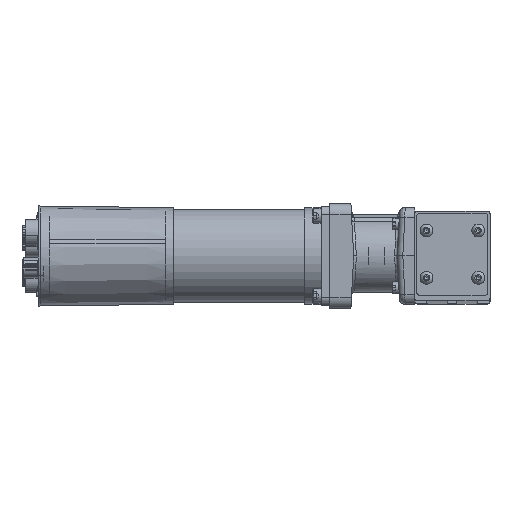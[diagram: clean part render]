
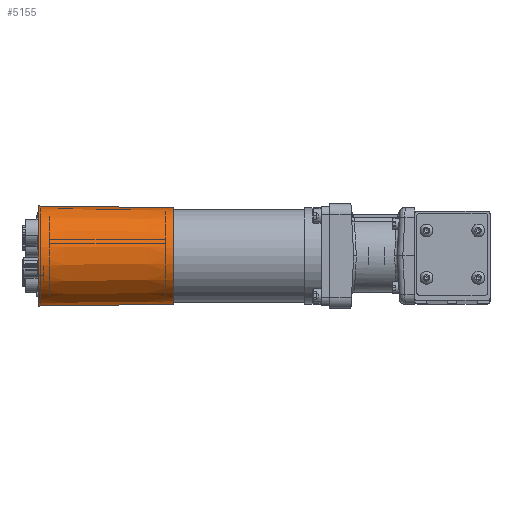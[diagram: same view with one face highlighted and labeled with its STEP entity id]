
A CAD part, top view. The second image highlights one B-rep face of the part: STEP entity #5155.
In plain terms, the highlighted conical face has half-angle 0.716 degrees and reference radius 28.5 mm.
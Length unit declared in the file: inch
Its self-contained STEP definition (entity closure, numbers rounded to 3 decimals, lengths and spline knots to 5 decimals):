
#880 = EDGE_LOOP ( 'NONE', ( #46631 ) ) ;
#2972 = DIRECTION ( 'NONE',  ( 0., 0., -1. ) ) ;
#3711 = FACE_BOUND ( 'NONE', #880, .T. ) ;
#4610 = CONICAL_SURFACE ( 'NONE', #35110, 1.12205, 0.012 ) ;
#5155 = ADVANCED_FACE ( 'NONE', ( #3711, #52889 ), #4610, .T. ) ;
#9944 = AXIS2_PLACEMENT_3D ( 'NONE', #13672, #13925, #26234 ) ;
#11637 = DIRECTION ( 'NONE',  ( 0., 0., -1. ) ) ;
#13672 = CARTESIAN_POINT ( 'NONE',  ( 0., 0., -6.77165 ) ) ;
#13925 = DIRECTION ( 'NONE',  ( 0., 0., -1. ) ) ;
#14281 = CIRCLE ( 'NONE', #9944, 1.16142 ) ;
#18779 = EDGE_LOOP ( 'NONE', ( #20430 ) ) ;
#19550 = DIRECTION ( 'NONE',  ( 0., 1., 0. ) ) ;
#20087 = CARTESIAN_POINT ( 'NONE',  ( 0., 0., -3.62205 ) ) ;
#20430 = ORIENTED_EDGE ( 'NONE', *, *, #23443, .F. ) ;
#23140 = VERTEX_POINT ( 'NONE', #34884 ) ;
#23443 = EDGE_CURVE ( 'NONE', #23140, #23140, #14281, .T. ) ;
#26234 = DIRECTION ( 'NONE',  ( 0., 1., 0. ) ) ;
#26758 = DIRECTION ( 'NONE',  ( 0., 1., 0. ) ) ;
#27023 = CARTESIAN_POINT ( 'NONE',  ( 0., 0., -3.62205 ) ) ;
#34113 = CARTESIAN_POINT ( 'NONE',  ( 0., 1.12205, -3.62205 ) ) ;
#34884 = CARTESIAN_POINT ( 'NONE',  ( 0., 1.16142, -6.77165 ) ) ;
#35110 = AXIS2_PLACEMENT_3D ( 'NONE', #20087, #11637, #19550 ) ;
#38202 = VERTEX_POINT ( 'NONE', #34113 ) ;
#43518 = CIRCLE ( 'NONE', #51357, 1.12205 ) ;
#43885 = EDGE_CURVE ( 'NONE', #38202, #38202, #43518, .T. ) ;
#46631 = ORIENTED_EDGE ( 'NONE', *, *, #43885, .T. ) ;
#51357 = AXIS2_PLACEMENT_3D ( 'NONE', #27023, #2972, #26758 ) ;
#52889 = FACE_OUTER_BOUND ( 'NONE', #18779, .T. ) ;
